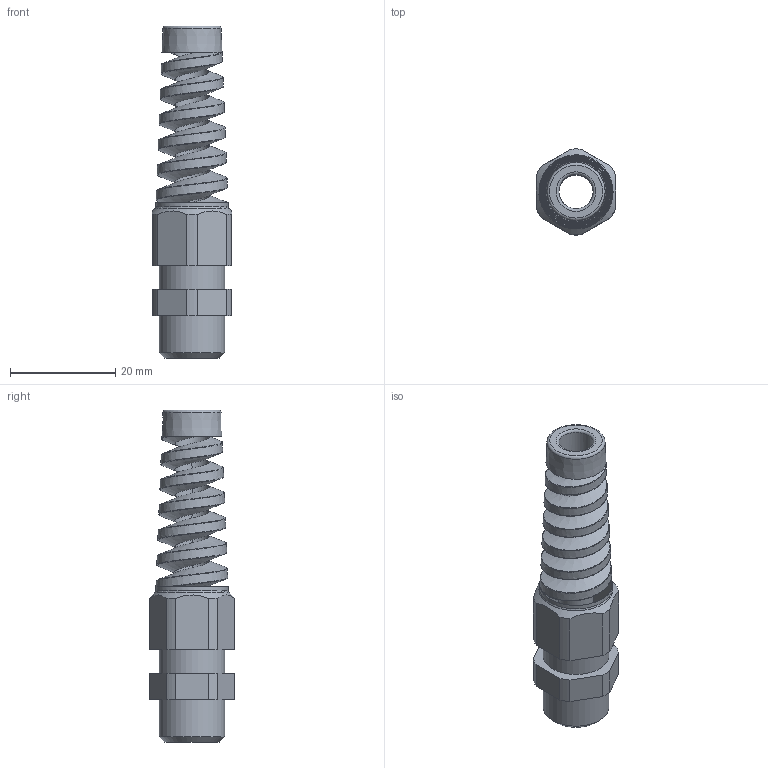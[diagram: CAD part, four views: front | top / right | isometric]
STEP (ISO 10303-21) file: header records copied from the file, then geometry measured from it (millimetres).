
FILE_DESCRIPTION(/* description */ ('STEP AP203'),/* implementation_level */ '2;1');
FILE_NAME(/* name */ '10001100_BFK 7.stp',/* time_stamp */ '2016-01-04T10:35:58+01:00',/* author */ ('arempel'),/* organization */ (''),/* preprocessor_version */ 'ST-DEVELOPER v16.1',/* originating_system */ 'Autodesk Inventor 2016',/* authorisation */ '');
FILE_SCHEMA (('AUTOMOTIVE_DESIGN { 1 0 10303 214 3 1 1 }'));
Length unit declared in the file: millimetre
Products named in the file (1): BFK 7_3Dsym
Bounding box: 15 x 16.29 x 63 mm (x, y, z)
Volume: 5572.5 mm3; surface area: 4692.6 mm2
Topology: 1 solids, 1 shells, 91 faces, 252 edges, 167 vertices
Faces by surface type: plane 57, cylinder 20, bspline 6, torus 4, cone 4
Full cylindrical faces by diameter (mm): 6.5 x6, 12.5 x2
Entity records: 29187 total; most frequent: CARTESIAN_POINT 27089, ORIENTED_EDGE 436, DIRECTION 398, EDGE_CURVE 218, VERTEX_POINT 150, LINE 146, VECTOR 146, AXIS2_PLACEMENT_3D 126
